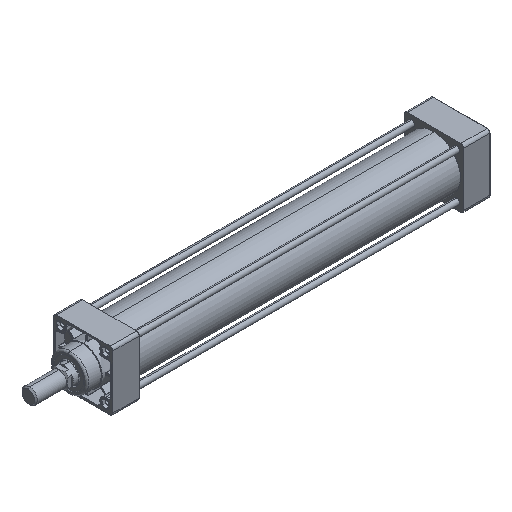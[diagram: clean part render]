
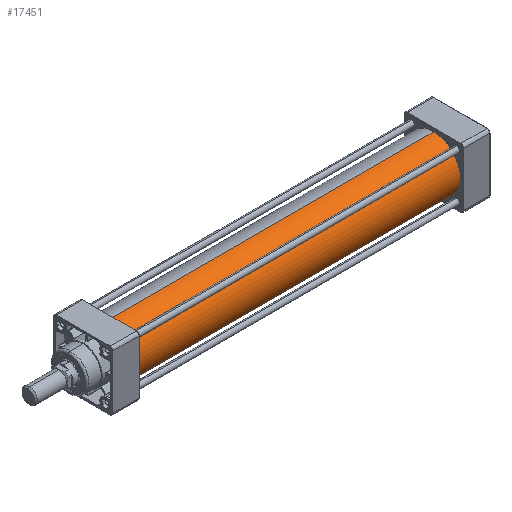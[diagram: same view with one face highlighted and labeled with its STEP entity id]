
A CAD part, isometric view. The second image highlights one B-rep face of the part: STEP entity #17451.
In plain terms, the highlighted free-form (B-spline) face has degree [2, 1] with [5, 2] control points.
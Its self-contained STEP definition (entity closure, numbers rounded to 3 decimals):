
#17408 = VERTEX_POINT('',#17409);
#17409 = CARTESIAN_POINT('',(-310.135,0.,-25.233));
#17410 = VERTEX_POINT('',#17411);
#17411 = CARTESIAN_POINT('',(-310.135,0.,
    25.233));
#17419 = EDGE_CURVE('',#17410,#17420,#17422,.T.);
#17420 = VERTEX_POINT('',#17421);
#17421 = CARTESIAN_POINT('',(0.,0.,25.233));
#17422 = B_SPLINE_CURVE_WITH_KNOTS('',1,(#17423,#17424),.UNSPECIFIED.,
  .F.,.F.,(2,2),(0.,338.),.PIECEWISE_BEZIER_KNOTS.);
#17423 = CARTESIAN_POINT('',(-310.135,0.,
    25.233));
#17424 = CARTESIAN_POINT('',(0.,0.,25.233));
#17427 = VERTEX_POINT('',#17428);
#17428 = CARTESIAN_POINT('',(0.,0.,-25.233));
#17436 = EDGE_CURVE('',#17408,#17427,#17437,.T.);
#17437 = B_SPLINE_CURVE_WITH_KNOTS('',1,(#17438,#17439),.UNSPECIFIED.,
  .F.,.F.,(2,2),(0.,338.),.PIECEWISE_BEZIER_KNOTS.);
#17438 = CARTESIAN_POINT('',(-310.135,0.,-25.233));
#17439 = CARTESIAN_POINT('',(0.,0.,-25.233));
#17451 = ADVANCED_FACE('',(#17452),#17472,.T.);
#17452 = FACE_BOUND('',#17453,.T.);
#17453 = EDGE_LOOP('',(#17454,#17455,#17463,#17464));
#17454 = ORIENTED_EDGE('',*,*,#17419,.F.);
#17455 = ORIENTED_EDGE('',*,*,#17456,.T.);
#17456 = EDGE_CURVE('',#17410,#17408,#17457,.T.);
#17457 = ( BOUNDED_CURVE() B_SPLINE_CURVE(2,(#17458,#17459,#17460,#17461
,#17462),.UNSPECIFIED.,.F.,.F.) B_SPLINE_CURVE_WITH_KNOTS((3,2,3),(
    3.142,4.712,6.283),
.PIECEWISE_BEZIER_KNOTS.) CURVE() GEOMETRIC_REPRESENTATION_ITEM() 
RATIONAL_B_SPLINE_CURVE((1.,0.707,1.,0.707,1.)) 
REPRESENTATION_ITEM('') );
#17458 = CARTESIAN_POINT('',(-310.135,0.,
    25.233));
#17459 = CARTESIAN_POINT('',(-310.135,-25.233,
    25.233));
#17460 = CARTESIAN_POINT('',(-310.135,-25.233,
    0.));
#17461 = CARTESIAN_POINT('',(-310.135,-25.233,-25.233
    ));
#17462 = CARTESIAN_POINT('',(-310.135,0.,
    -25.233));
#17463 = ORIENTED_EDGE('',*,*,#17436,.T.);
#17464 = ORIENTED_EDGE('',*,*,#17465,.F.);
#17465 = EDGE_CURVE('',#17420,#17427,#17466,.T.);
#17466 = ( BOUNDED_CURVE() B_SPLINE_CURVE(2,(#17467,#17468,#17469,#17470
,#17471),.UNSPECIFIED.,.F.,.F.) B_SPLINE_CURVE_WITH_KNOTS((3,2,3),(
    3.142,4.712,6.283),
.PIECEWISE_BEZIER_KNOTS.) CURVE() GEOMETRIC_REPRESENTATION_ITEM() 
RATIONAL_B_SPLINE_CURVE((1.,0.707,1.,0.707,1.)) 
REPRESENTATION_ITEM('') );
#17467 = CARTESIAN_POINT('',(0.,0.,25.233));
#17468 = CARTESIAN_POINT('',(0.,-25.233,25.233));
#17469 = CARTESIAN_POINT('',(0.,-25.233,0.));
#17470 = CARTESIAN_POINT('',(0.,-25.233,-25.233));
#17471 = CARTESIAN_POINT('',(0.,0.,-25.233));
#17472 = ( BOUNDED_SURFACE() B_SPLINE_SURFACE(2,1,(
    (#17473,#17474)
    ,(#17475,#17476)
    ,(#17477,#17478)
    ,(#17479,#17480)
    ,(#17481,#17482
)),.UNSPECIFIED.,.F.,.F.,.F.) B_SPLINE_SURFACE_WITH_KNOTS((3,2,3),(2,2),
  (3.142,4.712,6.283),(0.,338.),
.PIECEWISE_BEZIER_KNOTS.) GEOMETRIC_REPRESENTATION_ITEM() 
RATIONAL_B_SPLINE_SURFACE((
    (1.,1.)
    ,(0.707,0.707)
    ,(1.,1.)
    ,(0.707,0.707)
,(1.,1.))) REPRESENTATION_ITEM('') SURFACE() );
#17473 = CARTESIAN_POINT('',(-310.135,0.,
    25.233));
#17474 = CARTESIAN_POINT('',(0.,0.,25.233));
#17475 = CARTESIAN_POINT('',(-310.135,-25.233,
    25.233));
#17476 = CARTESIAN_POINT('',(0.,-25.233,25.233));
#17477 = CARTESIAN_POINT('',(-310.135,-25.233,
    0.));
#17478 = CARTESIAN_POINT('',(0.,-25.233,0.));
#17479 = CARTESIAN_POINT('',(-310.135,-25.233,-25.233
    ));
#17480 = CARTESIAN_POINT('',(0.,-25.233,-25.233));
#17481 = CARTESIAN_POINT('',(-310.135,0.,
    -25.233));
#17482 = CARTESIAN_POINT('',(0.,0.,-25.233));
